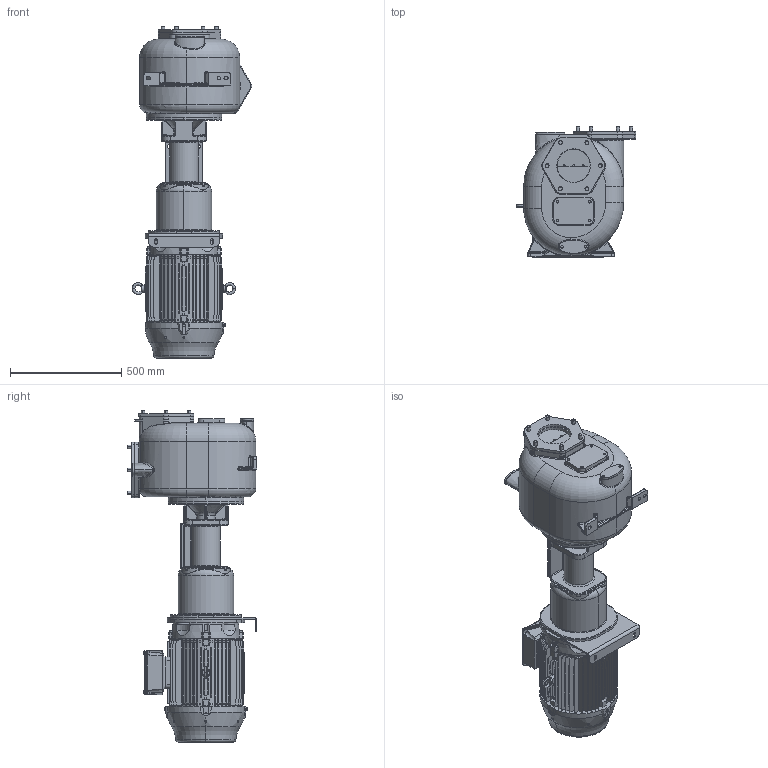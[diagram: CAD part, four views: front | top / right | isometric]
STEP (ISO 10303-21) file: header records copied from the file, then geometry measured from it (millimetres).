
FILE_DESCRIPTION((''),'2;1');
FILE_NAME('S161_BBT','2018-03-07T12:43:18',('Nicola'),(''),'CREO PARAMETRIC BY PTC INC, 2017110','CREO PARAMETRIC BY PTC INC, 2017110','');
FILE_SCHEMA(('CONFIG_CONTROL_DESIGN'));
Products named in the file (1): S161_BBT
Bounding box: 537.95 x 585 x 1495.1 mm (x, y, z)
Volume: 135073270.5 mm3; surface area: 3448969.1 mm2
Topology: 4 solids, 4 shells, 2649 faces, 7023 edges, 4511 vertices
Faces by surface type: plane 941, cylinder 938, bspline 287, cone 278, torus 165, sphere 28, extrusion 12
Entity records: 118581 total; most frequent: CARTESIAN_POINT 54561, ORIENTED_EDGE 14038, DIRECTION 12786, EDGE_CURVE 7019, AXIS2_PLACEMENT_3D 5020, VERTEX_POINT 4511, EDGE_LOOP 2846, VECTOR 2746
